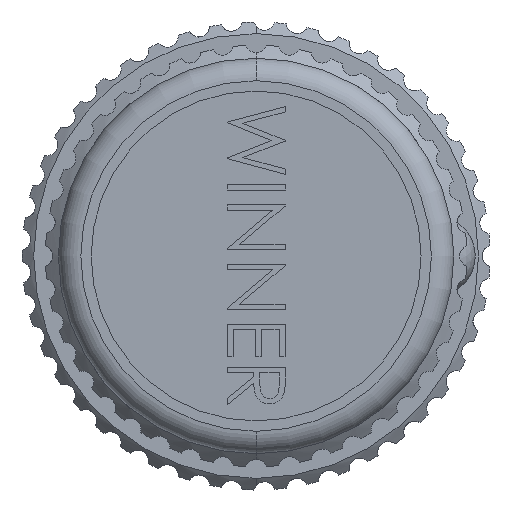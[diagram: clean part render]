
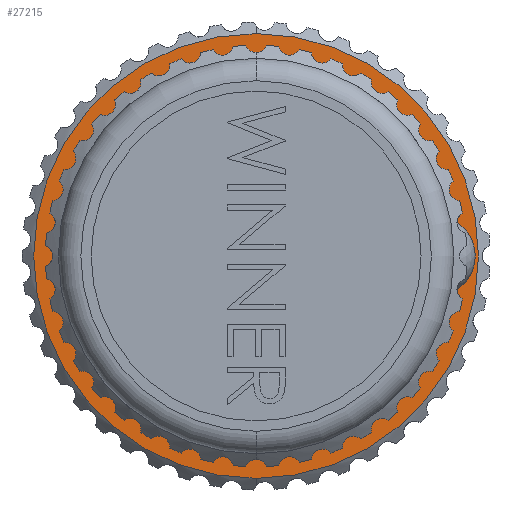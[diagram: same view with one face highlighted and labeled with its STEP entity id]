
A CAD part, left-side view. The second image highlights one B-rep face of the part: STEP entity #27215.
In plain terms, the highlighted planar face has unit normal (-1, 0, 0).
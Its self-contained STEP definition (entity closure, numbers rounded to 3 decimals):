
#1149 = ORIENTED_EDGE ( 'NONE', *, *, #13489, .F. ) ;
#3102 = DIRECTION ( 'NONE',  ( -1., 0., 0. ) ) ;
#4160 = FACE_OUTER_BOUND ( 'NONE', #29443, .T. ) ;
#6431 = EDGE_CURVE ( 'NONE', #23395, #37420, #23864, .T. ) ;
#7240 = DIRECTION ( 'NONE',  ( 0., 0., -1. ) ) ;
#7522 = AXIS2_PLACEMENT_3D ( 'NONE', #16858, #14056, #31397 ) ;
#8729 = CIRCLE ( 'NONE', #7522, 8.56 ) ;
#9081 = DIRECTION ( 'NONE',  ( 0., 0., -1. ) ) ;
#9123 = VERTEX_POINT ( 'NONE', #35752 ) ;
#9416 = DIRECTION ( 'NONE',  ( 0., 0., -1. ) ) ;
#10020 = DIRECTION ( 'NONE',  ( -1., 0., 0. ) ) ;
#13489 = EDGE_CURVE ( 'NONE', #23862, #9123, #8729, .T. ) ;
#13603 = AXIS2_PLACEMENT_3D ( 'NONE', #19156, #24984, #7240 ) ;
#13717 = CARTESIAN_POINT ( 'NONE',  ( -7.9, 0., 8.56 ) ) ;
#13730 = AXIS2_PLACEMENT_3D ( 'NONE', #15128, #35115, #9416 ) ;
#14056 = DIRECTION ( 'NONE',  ( -1., 0., 0. ) ) ;
#15128 = CARTESIAN_POINT ( 'NONE',  ( -7.9, 0., 0. ) ) ;
#15274 = CARTESIAN_POINT ( 'NONE',  ( -7.9, 0., -15.3 ) ) ;
#15818 = AXIS2_PLACEMENT_3D ( 'NONE', #23515, #3102, #9081 ) ;
#16497 = EDGE_CURVE ( 'NONE', #37420, #23395, #19460, .T. ) ;
#16858 = CARTESIAN_POINT ( 'NONE',  ( -7.9, 0., 0. ) ) ;
#19156 = CARTESIAN_POINT ( 'NONE',  ( -7.9, 0., 0. ) ) ;
#19460 = CIRCLE ( 'NONE', #34093, 15.3 ) ;
#20851 = PLANE ( 'NONE',  #15818 ) ;
#20932 = ORIENTED_EDGE ( 'NONE', *, *, #31487, .F. ) ;
#21542 = DIRECTION ( 'NONE',  ( 0., 0., -1. ) ) ;
#23395 = VERTEX_POINT ( 'NONE', #29329 ) ;
#23515 = CARTESIAN_POINT ( 'NONE',  ( -7.9, 0., 0. ) ) ;
#23862 = VERTEX_POINT ( 'NONE', #13717 ) ;
#23864 = CIRCLE ( 'NONE', #13730, 15.3 ) ;
#24984 = DIRECTION ( 'NONE',  ( -1., 0., 0. ) ) ;
#27215 = ADVANCED_FACE ( 'NONE', ( #37251, #4160 ), #20851, .T. ) ;
#29329 = CARTESIAN_POINT ( 'NONE',  ( -7.9, 0., 15.3 ) ) ;
#29443 = EDGE_LOOP ( 'NONE', ( #37440, #34249 ) ) ;
#30434 = CIRCLE ( 'NONE', #13603, 8.56 ) ;
#31397 = DIRECTION ( 'NONE',  ( 0., 0., -1. ) ) ;
#31487 = EDGE_CURVE ( 'NONE', #9123, #23862, #30434, .T. ) ;
#34093 = AXIS2_PLACEMENT_3D ( 'NONE', #35740, #10020, #21542 ) ;
#34249 = ORIENTED_EDGE ( 'NONE', *, *, #16497, .T. ) ;
#35115 = DIRECTION ( 'NONE',  ( -1., 0., 0. ) ) ;
#35740 = CARTESIAN_POINT ( 'NONE',  ( -7.9, 0., 0. ) ) ;
#35752 = CARTESIAN_POINT ( 'NONE',  ( -7.9, 0., -8.56 ) ) ;
#36487 = EDGE_LOOP ( 'NONE', ( #20932, #1149 ) ) ;
#37251 = FACE_BOUND ( 'NONE', #36487, .T. ) ;
#37420 = VERTEX_POINT ( 'NONE', #15274 ) ;
#37440 = ORIENTED_EDGE ( 'NONE', *, *, #6431, .T. ) ;
